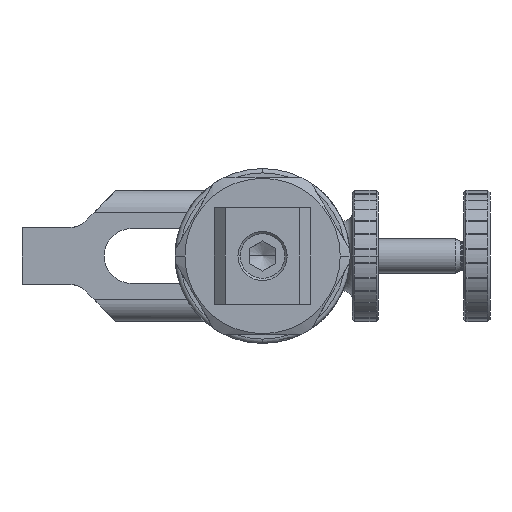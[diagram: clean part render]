
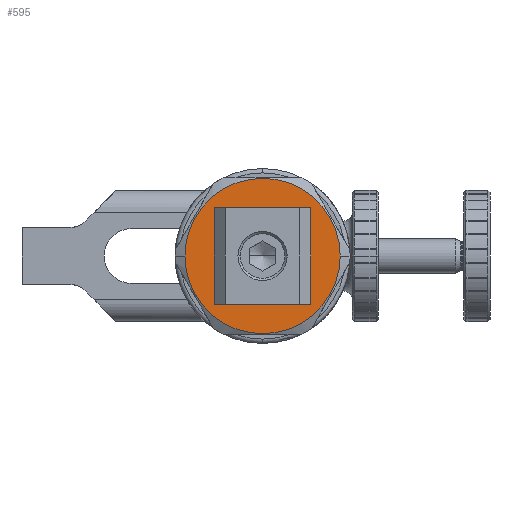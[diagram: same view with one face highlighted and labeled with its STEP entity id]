
A CAD part, front view. The second image highlights one B-rep face of the part: STEP entity #595.
In plain terms, the highlighted planar face has unit normal (0, -1, 0).
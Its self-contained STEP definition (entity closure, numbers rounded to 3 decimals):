
#595=ADVANCED_FACE('',(#1643,#1644),#1645,.T.);
#1643=FACE_OUTER_BOUND('',#3178,.T.);
#1644=FACE_BOUND('',#3179,.T.);
#1645=PLANE('',#3180);
#3178=EDGE_LOOP('',(#4843,#4844));
#3179=EDGE_LOOP('',(#4845,#4846));
#3180=AXIS2_PLACEMENT_3D('',#4847,#4848,#4849);
#4843=ORIENTED_EDGE('',*,*,#8774,.F.);
#4844=ORIENTED_EDGE('',*,*,#8842,.F.);
#4845=ORIENTED_EDGE('',*,*,#8820,.T.);
#4846=ORIENTED_EDGE('',*,*,#8809,.T.);
#4847=CARTESIAN_POINT('',(0.0,0.0,-17.75));
#4848=DIRECTION('',(0.0,-1.0,0.0));
#4849=DIRECTION('',(-1.0,0.0,0.0));
#8774=EDGE_CURVE('',#10387,#10389,#10390,.T.);
#8809=EDGE_CURVE('',#10446,#10444,#10447,.T.);
#8820=EDGE_CURVE('',#10444,#10446,#10460,.T.);
#8842=EDGE_CURVE('',#10389,#10387,#10488,.T.);
#10387=VERTEX_POINT('',#12658);
#10389=VERTEX_POINT('',#12661);
#10390=CIRCLE('',#12662,17.75);
#10444=VERTEX_POINT('',#12754);
#10446=VERTEX_POINT('',#12757);
#10447=CIRCLE('',#12758,6.35);
#10460=CIRCLE('',#12774,6.35);
#10488=CIRCLE('',#12829,17.75);
#12658=CARTESIAN_POINT('',(17.75,0.0,0.));
#12661=CARTESIAN_POINT('',(-17.75,0.0,0.));
#12662=AXIS2_PLACEMENT_3D('',#16006,#16007,#16008);
#12754=CARTESIAN_POINT('',(-6.35,0.0,0.));
#12757=CARTESIAN_POINT('',(6.35,0.0,0.));
#12758=AXIS2_PLACEMENT_3D('',#16057,#16058,#16059);
#12774=AXIS2_PLACEMENT_3D('',#16075,#16076,#16077);
#12829=AXIS2_PLACEMENT_3D('',#16111,#16112,#16113);
#16006=CARTESIAN_POINT('',(0.0,0.0,0.));
#16007=DIRECTION('',(-0.0,1.0,0.0));
#16008=DIRECTION('',(1.0,0.0,0.0));
#16057=CARTESIAN_POINT('',(0.0,0.0,0.));
#16058=DIRECTION('',(0.0,1.0,0.0));
#16059=DIRECTION('',(-1.0,0.0,0.0));
#16075=CARTESIAN_POINT('',(0.0,0.0,0.));
#16076=DIRECTION('',(0.0,1.0,0.0));
#16077=DIRECTION('',(-1.0,0.0,0.0));
#16111=CARTESIAN_POINT('',(0.0,0.0,0.));
#16112=DIRECTION('',(-0.0,1.0,0.0));
#16113=DIRECTION('',(1.0,0.0,0.0));
